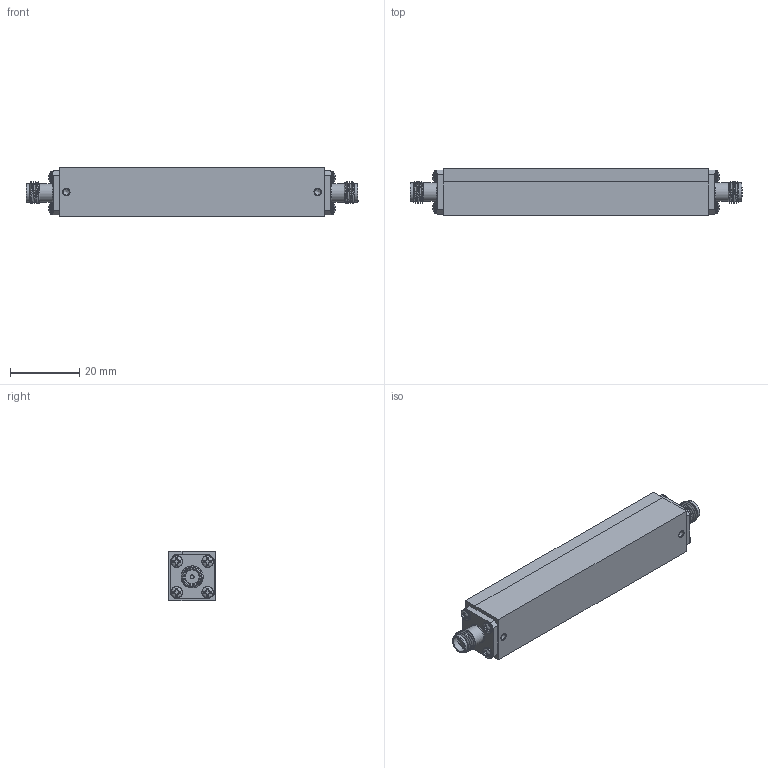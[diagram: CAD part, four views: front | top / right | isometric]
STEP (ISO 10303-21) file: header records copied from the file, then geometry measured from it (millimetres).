
FILE_DESCRIPTION (( 'STEP AP203' ), '1' );
FILE_NAME ('SF2404-SMA_3D.step', '2022-11-15T20:14:06', ( '' ), ( '' ), 'SwSTEP 2.0', 'SolidWorks 2021', '' );
FILE_SCHEMA (( 'CONFIG_CONTROL_DESIGN' ));
Length unit declared in the file: inch
Products named in the file (1): SF2404-SMA_3D
Bounding box: 95.85 x 13.54 x 14.22 mm (x, y, z)
Volume: 15558.1 mm3; surface area: 5714.1 mm2
Topology: 1 solids, 11 shells, 513 faces, 1332 edges, 879 vertices
Faces by surface type: plane 218, cylinder 201, cone 46, bspline 22, torus 18, sphere 8
Full cylindrical faces by diameter (mm): 0.503 x1, 0.94 x2, 1.016 x2, 1.194 x2, 1.27 x2, 1.778 x2, 1.854 x10, 2.184 x2, 3.393 x8, 4.521 x2, 5.08 x2, 5.334 x4
Entity records: 28053 total; most frequent: CARTESIAN_POINT 16678, ORIENTED_EDGE 2468, DIRECTION 2142, EDGE_CURVE 1234, VERTEX_POINT 856, AXIS2_PLACEMENT_3D 844, EDGE_LOOP 626, FACE_OUTER_BOUND 570
